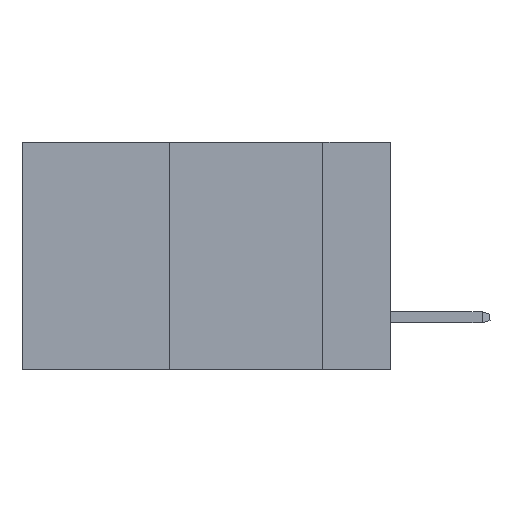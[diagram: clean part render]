
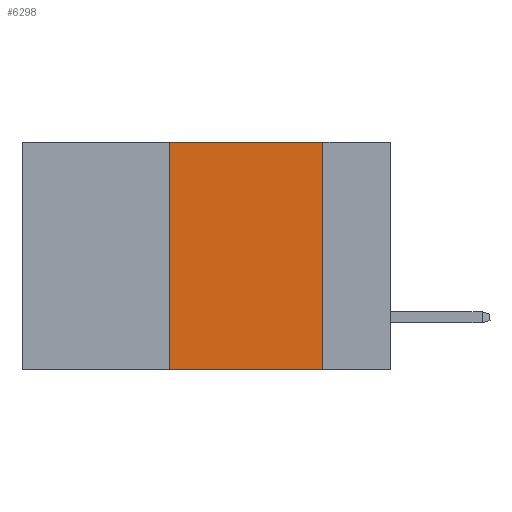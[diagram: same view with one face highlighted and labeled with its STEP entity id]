
A CAD part, left-side view. The second image highlights one B-rep face of the part: STEP entity #6298.
In plain terms, the highlighted planar face has unit normal (-1, 0, 0).
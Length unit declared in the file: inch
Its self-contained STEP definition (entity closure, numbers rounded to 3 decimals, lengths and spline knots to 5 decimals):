
#168 = VECTOR ( 'NONE', #14771, 39.37008 ) ;
#1213 = LINE ( 'NONE', #13160, #5133 ) ;
#2167 = EDGE_CURVE ( 'NONE', #9878, #24023, #6085, .T. ) ;
#2434 = CARTESIAN_POINT ( 'NONE',  ( 0., 0.11, -0.37 ) ) ;
#4402 = ORIENTED_EDGE ( 'NONE', *, *, #21109, .F. ) ;
#4997 = VERTEX_POINT ( 'NONE', #2434 ) ;
#5133 = VECTOR ( 'NONE', #15359, 39.37008 ) ;
#5240 = EDGE_CURVE ( 'NONE', #8369, #4997, #6931, .T. ) ;
#6085 = LINE ( 'NONE', #17311, #22987 ) ;
#6298 = ADVANCED_FACE ( 'NONE', ( #20047 ), #24722, .F. ) ;
#6931 = LINE ( 'NONE', #27720, #168 ) ;
#7992 = CARTESIAN_POINT ( 'NONE',  ( 0., 0.36, -0.37 ) ) ;
#8369 = VERTEX_POINT ( 'NONE', #22386 ) ;
#9415 = CARTESIAN_POINT ( 'NONE',  ( 0., 0.6, 0. ) ) ;
#9766 = EDGE_LOOP ( 'NONE', ( #27166, #4402, #22764, #28527 ) ) ;
#9878 = VERTEX_POINT ( 'NONE', #7992 ) ;
#11118 = LINE ( 'NONE', #21259, #15569 ) ;
#13160 = CARTESIAN_POINT ( 'NONE',  ( 0., 0.6, -0.37 ) ) ;
#13854 = DIRECTION ( 'NONE',  ( 0., 0., -1. ) ) ;
#14771 = DIRECTION ( 'NONE',  ( 0., 0., -1. ) ) ;
#15359 = DIRECTION ( 'NONE',  ( 0., -1., 0. ) ) ;
#15569 = VECTOR ( 'NONE', #23435, 39.37008 ) ;
#17311 = CARTESIAN_POINT ( 'NONE',  ( 0., 0.36, 0. ) ) ;
#20047 = FACE_OUTER_BOUND ( 'NONE', #9766, .T. ) ;
#20639 = EDGE_CURVE ( 'NONE', #9878, #4997, #1213, .T. ) ;
#21109 = EDGE_CURVE ( 'NONE', #24023, #8369, #11118, .T. ) ;
#21259 = CARTESIAN_POINT ( 'NONE',  ( 0., 0.6, 0. ) ) ;
#21703 = DIRECTION ( 'NONE',  ( 0., 0., 1. ) ) ;
#21946 = CARTESIAN_POINT ( 'NONE',  ( 0., 0.36, 0. ) ) ;
#22386 = CARTESIAN_POINT ( 'NONE',  ( 0., 0.11, 0. ) ) ;
#22764 = ORIENTED_EDGE ( 'NONE', *, *, #2167, .F. ) ;
#22987 = VECTOR ( 'NONE', #21703, 39.37008 ) ;
#23435 = DIRECTION ( 'NONE',  ( 0., -1., 0. ) ) ;
#24023 = VERTEX_POINT ( 'NONE', #21946 ) ;
#24359 = AXIS2_PLACEMENT_3D ( 'NONE', #9415, #26896, #13854 ) ;
#24722 = PLANE ( 'NONE',  #24359 ) ;
#26896 = DIRECTION ( 'NONE',  ( 1., 0., 0. ) ) ;
#27166 = ORIENTED_EDGE ( 'NONE', *, *, #5240, .F. ) ;
#27720 = CARTESIAN_POINT ( 'NONE',  ( 0., 0.11, 0. ) ) ;
#28527 = ORIENTED_EDGE ( 'NONE', *, *, #20639, .T. ) ;
